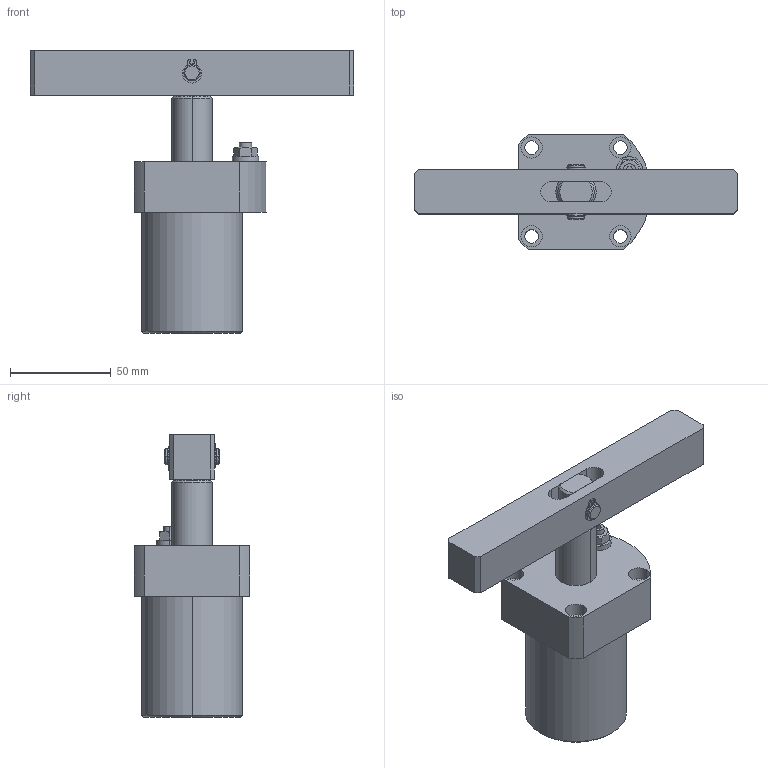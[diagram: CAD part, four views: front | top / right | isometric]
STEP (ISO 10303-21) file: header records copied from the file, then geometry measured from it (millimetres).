
FILE_DESCRIPTION (( 'STEP AP203' ), '1' );
FILE_NAME ('HSL-FCM32D.STEP', '2020-09-15T03:29:20', ( '微软用户' ), ( '微软中国' ), 'SwSTEP 2.0', 'SolidWorks 2012', '' );
FILE_SCHEMA (( 'CONFIG_CONTROL_DESIGN' ));
Length unit declared in the file: millimetre
Products named in the file (7): HSL-FCM32D; circlips for shaft--type a small gb_GB_CONNECTING_PIECE_RING_RRA 8; HSL-FCM32掛极; FCM-覃誹概; HSL-FCM32DÏú; HSL-FCM32D邧揤旋; HSL-32D蛌褒詰嶺裝
Assembly tree (7 placements, depth 2):
  HSL-FCM32D
    HSL-32D蛌褒詰嶺裝
    HSL-FCM32D邧揤旋
    HSL-FCM32DÏú
    FCM-覃誹概
    HSL-FCM32掛极
    circlips for shaft--type a small gb_GB_CONNECTING_PIECE_RING_RRA 8  x2
Bounding box: 160 x 57 x 140 mm (x, y, z)
Volume: 260301 mm3; surface area: 57019.6 mm2
Topology: 7 solids, 7 shells, 245 faces, 591 edges, 385 vertices
Faces by surface type: plane 110, cylinder 95, cone 20, bspline 16, torus 4
Entity records: 8085 total; most frequent: CARTESIAN_POINT 2043, DIRECTION 1116, ORIENTED_EDGE 1064, EDGE_CURVE 532, AXIS2_PLACEMENT_3D 408, VERTEX_POINT 347, VECTOR 300, LINE 300
